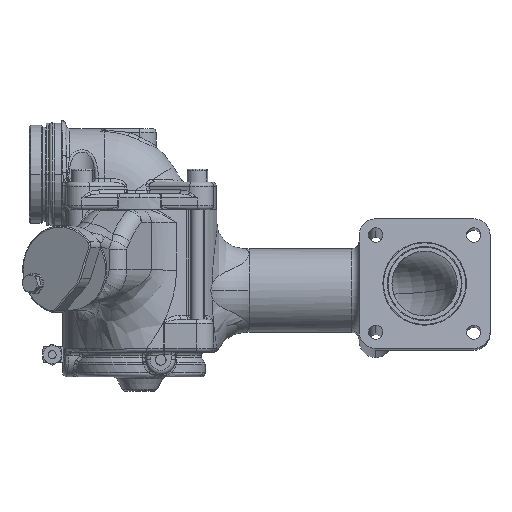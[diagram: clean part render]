
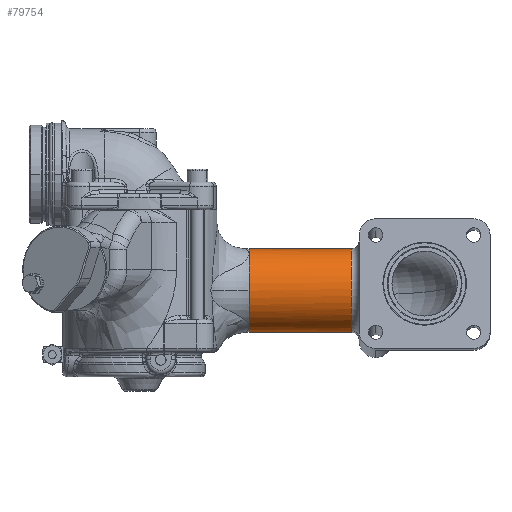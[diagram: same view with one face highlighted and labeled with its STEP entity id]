
A CAD part, front view. The second image highlights one B-rep face of the part: STEP entity #79754.
In plain terms, the highlighted cylindrical face has radius 32 mm (diameter 64 mm), a partial arc.
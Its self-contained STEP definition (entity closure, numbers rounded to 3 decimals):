
#4520 = CARTESIAN_POINT ( 'NONE',  ( 83.7, 27., -30. ) ) ;
#4564 = CARTESIAN_POINT ( 'NONE',  ( 162.001, 27., -30. ) ) ;
#4699 = CARTESIAN_POINT ( 'NONE',  ( 162., 25.713, -30.026 ) ) ;
#4855 = CARTESIAN_POINT ( 'NONE',  ( 162.001, 27., -94. ) ) ;
#4962 = CARTESIAN_POINT ( 'NONE',  ( 162., 18.016, -92.713 ) ) ;
#5065 = CARTESIAN_POINT ( 'NONE',  ( 83.7, -5., -62. ) ) ;
#5085 = CARTESIAN_POINT ( 'NONE',  ( 83.7, 27., -94. ) ) ;
#5569 = CIRCLE ( 'NONE', #28348, 32. ) ;
#5603 = LINE ( 'NONE', #30230, #5607 ) ;
#5607 = VECTOR ( 'NONE', #30216, 1000. ) ;
#5634 = CIRCLE ( 'NONE', #28367, 32. ) ;
#5927 = CIRCLE ( 'NONE', #28574, 32. ) ;
#5995 = VECTOR ( 'NONE', #87246, 1000. ) ;
#6008 = LINE ( 'NONE', #87342, #5995 ) ;
#20547 = DIRECTION ( 'NONE',  ( 0., 0., -1. ) ) ;
#20548 = DIRECTION ( 'NONE',  ( 1., 0., 0. ) ) ;
#20550 = CARTESIAN_POINT ( 'NONE',  ( 83.7, 27., -62. ) ) ;
#21974 = EDGE_CURVE ( 'NONE', #63693, #63707, #5569, .T. ) ;
#22051 = EDGE_CURVE ( 'NONE', #63530, #63707, #5603, .T. ) ;
#22076 = EDGE_CURVE ( 'NONE', #63614, #63428, #5634, .T. ) ;
#22292 = EDGE_CURVE ( 'NONE', #63530, #63614, #46972, .T. ) ;
#22353 = EDGE_CURVE ( 'NONE', #63428, #63343, #46986, .T. ) ;
#22609 = DIRECTION ( 'NONE',  ( 0., 0., 1. ) ) ;
#22611 = DIRECTION ( 'NONE',  ( -1., 0., 0. ) ) ;
#22625 = CARTESIAN_POINT ( 'NONE',  ( 174., 27., -62. ) ) ;
#23103 = EDGE_CURVE ( 'NONE', #63343, #63312, #6008, .T. ) ;
#23334 = EDGE_CURVE ( 'NONE', #63312, #63693, #5927, .T. ) ;
#28348 = AXIS2_PLACEMENT_3D ( 'NONE', #42497, #42805, #42541 ) ;
#28367 = AXIS2_PLACEMENT_3D ( 'NONE', #51575, #51578, #51580 ) ;
#28574 = AXIS2_PLACEMENT_3D ( 'NONE', #20550, #20548, #20547 ) ;
#30216 = DIRECTION ( 'NONE',  ( -1., 0., 0. ) ) ;
#30230 = CARTESIAN_POINT ( 'NONE',  ( 174., 27., -94. ) ) ;
#36807 = FACE_OUTER_BOUND ( 'NONE', #74088, .T. ) ;
#36808 = CYLINDRICAL_SURFACE ( 'NONE', #81695, 32. ) ;
#42497 = CARTESIAN_POINT ( 'NONE',  ( 83.7, 27., -62. ) ) ;
#42541 = DIRECTION ( 'NONE',  ( 0., 0., -1. ) ) ;
#42805 = DIRECTION ( 'NONE',  ( 1., 0., 0. ) ) ;
#46972 = B_SPLINE_CURVE_WITH_KNOTS ( 'NONE', 3,
 ( #51144, #51475, #51151, #51413, #51427, #50885, #50836, #51237 ),
 .UNSPECIFIED., .F., .F.,
 ( 4, 2, 2, 4 ),
 ( 0.001, 0.006, 0.008, 0.01 ),
 .UNSPECIFIED. ) ;
#46986 = B_SPLINE_CURVE_WITH_KNOTS ( 'NONE', 3,
 ( #51402, #51396, #51394, #51540 ),
 .UNSPECIFIED., .F., .F.,
 ( 4, 4 ),
 ( 0., 0.001 ),
 .UNSPECIFIED. ) ;
#50836 = CARTESIAN_POINT ( 'NONE',  ( 162., 18.749, -92.928 ) ) ;
#50885 = CARTESIAN_POINT ( 'NONE',  ( 162.002, 19.491, -93.116 ) ) ;
#51144 = CARTESIAN_POINT ( 'NONE',  ( 162.001, 27., -94. ) ) ;
#51151 = CARTESIAN_POINT ( 'NONE',  ( 162.008, 23.971, -93.892 ) ) ;
#51237 = CARTESIAN_POINT ( 'NONE',  ( 162., 18.016, -92.713 ) ) ;
#51394 = CARTESIAN_POINT ( 'NONE',  ( 162.001, 26.572, -30. ) ) ;
#51396 = CARTESIAN_POINT ( 'NONE',  ( 162., 26.143, -30.009 ) ) ;
#51402 = CARTESIAN_POINT ( 'NONE',  ( 162., 25.713, -30.026 ) ) ;
#51413 = CARTESIAN_POINT ( 'NONE',  ( 162.006, 21.724, -93.571 ) ) ;
#51427 = CARTESIAN_POINT ( 'NONE',  ( 162.005, 20.978, -93.437 ) ) ;
#51475 = CARTESIAN_POINT ( 'NONE',  ( 162.004, 25.48, -94. ) ) ;
#51540 = CARTESIAN_POINT ( 'NONE',  ( 162.001, 27., -30. ) ) ;
#51575 = CARTESIAN_POINT ( 'NONE',  ( 162., 27., -62. ) ) ;
#51578 = DIRECTION ( 'NONE',  ( -1., 0., 0. ) ) ;
#51580 = DIRECTION ( 'NONE',  ( 0., 0., -1. ) ) ;
#54728 = ORIENTED_EDGE ( 'NONE', *, *, #23334, .T. ) ;
#54897 = ORIENTED_EDGE ( 'NONE', *, *, #22051, .F. ) ;
#55325 = ORIENTED_EDGE ( 'NONE', *, *, #22292, .T. ) ;
#55518 = ORIENTED_EDGE ( 'NONE', *, *, #22076, .T. ) ;
#55587 = ORIENTED_EDGE ( 'NONE', *, *, #22353, .T. ) ;
#55853 = ORIENTED_EDGE ( 'NONE', *, *, #23103, .T. ) ;
#56157 = ORIENTED_EDGE ( 'NONE', *, *, #21974, .T. ) ;
#63312 = VERTEX_POINT ( 'NONE', #4520 ) ;
#63343 = VERTEX_POINT ( 'NONE', #4564 ) ;
#63428 = VERTEX_POINT ( 'NONE', #4699 ) ;
#63530 = VERTEX_POINT ( 'NONE', #4855 ) ;
#63614 = VERTEX_POINT ( 'NONE', #4962 ) ;
#63693 = VERTEX_POINT ( 'NONE', #5065 ) ;
#63707 = VERTEX_POINT ( 'NONE', #5085 ) ;
#74088 = EDGE_LOOP ( 'NONE', ( #54897, #55325, #55518, #55587, #55853, #54728, #56157 ) ) ;
#79754 = ADVANCED_FACE ( 'NONE', ( #36807 ), #36808, .T. ) ;
#81695 = AXIS2_PLACEMENT_3D ( 'NONE', #22625, #22611, #22609 ) ;
#87246 = DIRECTION ( 'NONE',  ( -1., 0., 0. ) ) ;
#87342 = CARTESIAN_POINT ( 'NONE',  ( 174., 27., -30. ) ) ;
